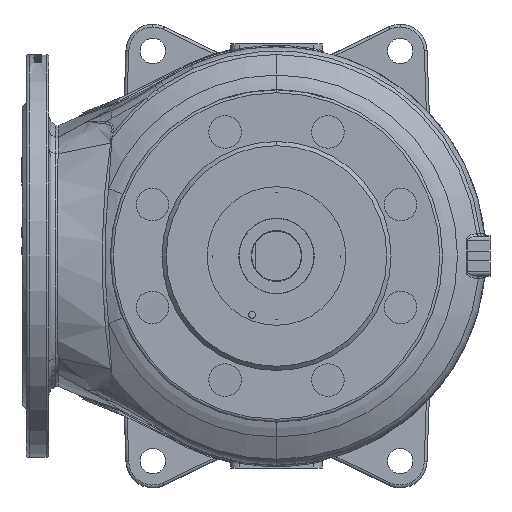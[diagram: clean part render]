
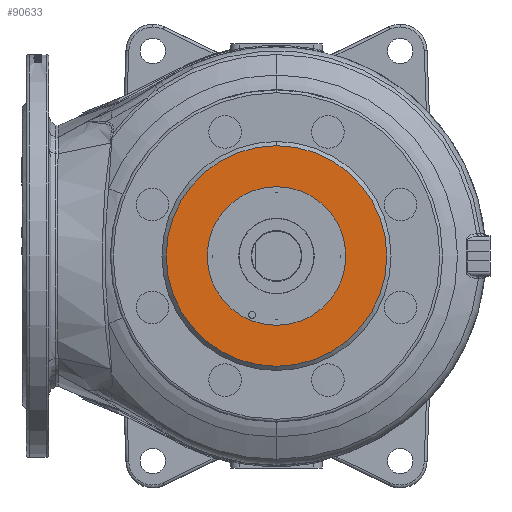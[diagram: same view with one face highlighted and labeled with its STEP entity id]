
A CAD part, front view. The second image highlights one B-rep face of the part: STEP entity #90633.
In plain terms, the highlighted planar face has unit normal (0, -1, 0).
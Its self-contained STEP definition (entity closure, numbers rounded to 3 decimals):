
#2247 = CARTESIAN_POINT ( 'NONE',  ( 0., -220., 0. ) ) ;
#13115 = VERTEX_POINT ( 'NONE', #183801 ) ;
#18183 = DIRECTION ( 'NONE',  ( 0., 1., 0. ) ) ;
#18433 = CARTESIAN_POINT ( 'NONE',  ( 0., -220., 0. ) ) ;
#22538 = VERTEX_POINT ( 'NONE', #103729 ) ;
#22976 = AXIS2_PLACEMENT_3D ( 'NONE', #84151, #18183, #38130 ) ;
#38130 = DIRECTION ( 'NONE',  ( 0., 0., -1. ) ) ;
#42492 = EDGE_LOOP ( 'NONE', ( #252469, #193301 ) ) ;
#45302 = CARTESIAN_POINT ( 'NONE',  ( 0., -220., -49. ) ) ;
#47187 = DIRECTION ( 'NONE',  ( 0., 0., -1. ) ) ;
#52302 = EDGE_CURVE ( 'NONE', #22538, #212075, #200248, .T. ) ;
#63516 = DIRECTION ( 'NONE',  ( 0., 0., -1. ) ) ;
#69703 = DIRECTION ( 'NONE',  ( 0., -1., 0. ) ) ;
#77961 = AXIS2_PLACEMENT_3D ( 'NONE', #251539, #69703, #47187 ) ;
#84151 = CARTESIAN_POINT ( 'NONE',  ( 0., -220., 0. ) ) ;
#90633 = ADVANCED_FACE ( 'NONE', ( #126885, #185306 ), #148131, .T. ) ;
#91169 = EDGE_CURVE ( 'NONE', #13115, #223932, #136921, .T. ) ;
#91514 = DIRECTION ( 'NONE',  ( 0., 0., -1. ) ) ;
#98361 = AXIS2_PLACEMENT_3D ( 'NONE', #18433, #200261, #63516 ) ;
#102834 = EDGE_LOOP ( 'NONE', ( #140579, #155107 ) ) ;
#103729 = CARTESIAN_POINT ( 'NONE',  ( 0., -220., 49. ) ) ;
#105841 = DIRECTION ( 'NONE',  ( 0., 1., 0. ) ) ;
#126885 = FACE_OUTER_BOUND ( 'NONE', #42492, .T. ) ;
#130018 = DIRECTION ( 'NONE',  ( 0., 1., 0. ) ) ;
#136921 = CIRCLE ( 'NONE', #22976, 78. ) ;
#140579 = ORIENTED_EDGE ( 'NONE', *, *, #52302, .T. ) ;
#148131 = PLANE ( 'NONE',  #77961 ) ;
#149251 = CARTESIAN_POINT ( 'NONE',  ( 0., -220., 78. ) ) ;
#152099 = AXIS2_PLACEMENT_3D ( 'NONE', #193699, #130018, #91514 ) ;
#155107 = ORIENTED_EDGE ( 'NONE', *, *, #198231, .T. ) ;
#166195 = CIRCLE ( 'NONE', #98361, 78. ) ;
#169841 = EDGE_CURVE ( 'NONE', #223932, #13115, #166195, .T. ) ;
#183801 = CARTESIAN_POINT ( 'NONE',  ( 0., -220., -78. ) ) ;
#185306 = FACE_BOUND ( 'NONE', #102834, .T. ) ;
#193301 = ORIENTED_EDGE ( 'NONE', *, *, #91169, .F. ) ;
#193699 = CARTESIAN_POINT ( 'NONE',  ( 0., -220., 0. ) ) ;
#198231 = EDGE_CURVE ( 'NONE', #212075, #22538, #240469, .T. ) ;
#200248 = CIRCLE ( 'NONE', #217307, 49. ) ;
#200261 = DIRECTION ( 'NONE',  ( 0., 1., 0. ) ) ;
#212075 = VERTEX_POINT ( 'NONE', #45302 ) ;
#217307 = AXIS2_PLACEMENT_3D ( 'NONE', #2247, #105841, #243819 ) ;
#223932 = VERTEX_POINT ( 'NONE', #149251 ) ;
#240469 = CIRCLE ( 'NONE', #152099, 49. ) ;
#243819 = DIRECTION ( 'NONE',  ( 0., 0., -1. ) ) ;
#251539 = CARTESIAN_POINT ( 'NONE',  ( 0., -220., 0. ) ) ;
#252469 = ORIENTED_EDGE ( 'NONE', *, *, #169841, .F. ) ;
